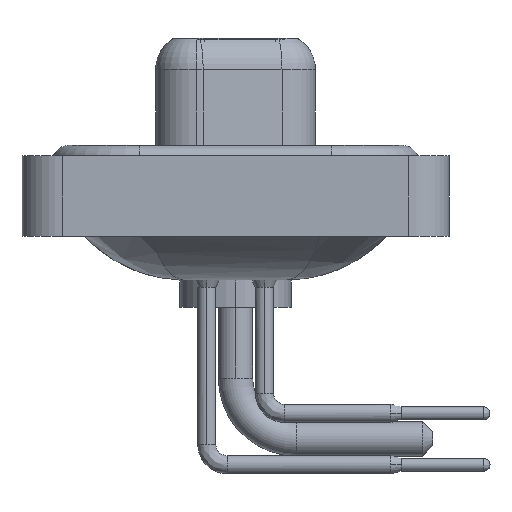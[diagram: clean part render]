
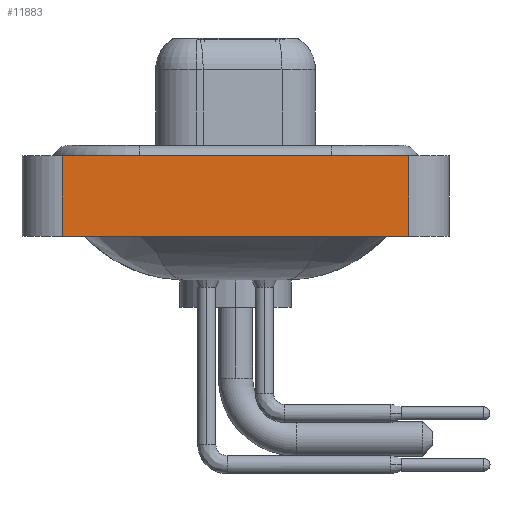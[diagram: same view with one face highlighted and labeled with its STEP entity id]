
A CAD part, left-side view. The second image highlights one B-rep face of the part: STEP entity #11883.
In plain terms, the highlighted planar face has unit normal (-1, 0, 0).
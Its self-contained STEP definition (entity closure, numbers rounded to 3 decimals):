
#433 = VERTEX_POINT ( 'NONE', #12640 ) ;
#718 = VERTEX_POINT ( 'NONE', #18407 ) ;
#1067 = DIRECTION ( 'NONE',  ( -1., 0., 0. ) ) ;
#2477 = EDGE_CURVE ( 'NONE', #8937, #718, #6161, .T. ) ;
#3760 = EDGE_CURVE ( 'NONE', #433, #8937, #10241, .T. ) ;
#4341 = CARTESIAN_POINT ( 'NONE',  ( -7.25, -8.55, -3.6 ) ) ;
#4902 = ORIENTED_EDGE ( 'NONE', *, *, #9335, .T. ) ;
#5355 = EDGE_LOOP ( 'NONE', ( #10081, #19584, #18970, #4902 ) ) ;
#6161 = LINE ( 'NONE', #17078, #14473 ) ;
#6352 = DIRECTION ( 'NONE',  ( 0., -1., 0. ) ) ;
#7321 = CARTESIAN_POINT ( 'NONE',  ( -7.25, 8.55, 0.4 ) ) ;
#7322 = LINE ( 'NONE', #4341, #8423 ) ;
#7677 = DIRECTION ( 'NONE',  ( 0., -1., 0. ) ) ;
#8230 = VERTEX_POINT ( 'NONE', #13708 ) ;
#8423 = VECTOR ( 'NONE', #8708, 1000. ) ;
#8633 = CARTESIAN_POINT ( 'NONE',  ( -7.25, 8.55, -3.6 ) ) ;
#8708 = DIRECTION ( 'NONE',  ( 0., 0., 1. ) ) ;
#8937 = VERTEX_POINT ( 'NONE', #7321 ) ;
#9335 = EDGE_CURVE ( 'NONE', #433, #8230, #18414, .T. ) ;
#9676 = CARTESIAN_POINT ( 'NONE',  ( -7.25, -8.55, -3.6 ) ) ;
#10081 = ORIENTED_EDGE ( 'NONE', *, *, #15471, .T. ) ;
#10241 = LINE ( 'NONE', #8633, #19646 ) ;
#10256 = PLANE ( 'NONE',  #12362 ) ;
#10361 = DIRECTION ( 'NONE',  ( 0., 0., 1. ) ) ;
#11491 = CARTESIAN_POINT ( 'NONE',  ( -7.25, -8.55, -3.6 ) ) ;
#11883 = ADVANCED_FACE ( 'NONE', ( #13486 ), #10256, .T. ) ;
#12362 = AXIS2_PLACEMENT_3D ( 'NONE', #11491, #1067, #10361 ) ;
#12640 = CARTESIAN_POINT ( 'NONE',  ( -7.25, 8.55, -3.6 ) ) ;
#13486 = FACE_OUTER_BOUND ( 'NONE', #5355, .T. ) ;
#13708 = CARTESIAN_POINT ( 'NONE',  ( -7.25, -8.55, -3.6 ) ) ;
#14473 = VECTOR ( 'NONE', #6352, 1000. ) ;
#15471 = EDGE_CURVE ( 'NONE', #8230, #718, #7322, .T. ) ;
#16492 = DIRECTION ( 'NONE',  ( 0., 0., 1. ) ) ;
#16751 = VECTOR ( 'NONE', #7677, 1000. ) ;
#17078 = CARTESIAN_POINT ( 'NONE',  ( -7.25, -8.55, 0.4 ) ) ;
#18407 = CARTESIAN_POINT ( 'NONE',  ( -7.25, -8.55, 0.4 ) ) ;
#18414 = LINE ( 'NONE', #9676, #16751 ) ;
#18970 = ORIENTED_EDGE ( 'NONE', *, *, #3760, .F. ) ;
#19584 = ORIENTED_EDGE ( 'NONE', *, *, #2477, .F. ) ;
#19646 = VECTOR ( 'NONE', #16492, 1000. ) ;
